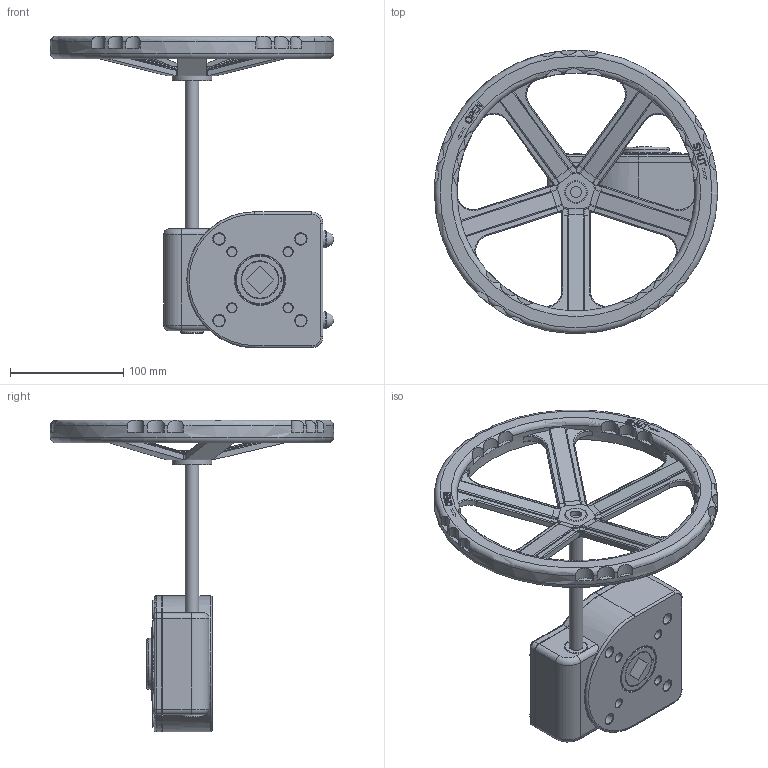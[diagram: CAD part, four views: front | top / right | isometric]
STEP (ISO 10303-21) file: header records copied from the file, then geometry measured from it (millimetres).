
FILE_DESCRIPTION(/* description */ (''),/* implementation_level */ '2;1');
FILE_NAME(/* name */ 'HAM-3_3D_STEP.stp',/* time_stamp */ '2024-08-15T23:44:47+03:00',/* author */ ('igorr'),/* organization */ (''),/* preprocessor_version */ 'ST-DEVELOPER v20',/* originating_system */ 'Autodesk Inventor 2025',/* authorisation */ '');
FILE_SCHEMA (('AUTOMOTIVE_DESIGN { 1 0 10303 214 3 1 1 }'));
Products named in the file (4): Сборка; Деталь 2; Деталь1; BS 4168 - M8 x 16
Assembly tree (6 placements, depth 2):
  Сборка
    Деталь 2
    Деталь1
    BS 4168 - M8 x 16  x4
Bounding box: 250 x 250 x 275 mm (x, y, z)
Volume: 1146474.7 mm3; surface area: 195175.9 mm2
Topology: 7 solids, 7 shells, 1552 faces, 3683 edges, 2196 vertices
Faces by surface type: cylinder 477, plane 453, bspline 342, torus 164, sphere 90, cone 26
Full cylindrical faces by diameter (mm): 5 x6, 6 x2, 8 x8, 10 x5, 12 x1, 15 x2, 16 x4, 20 x1, 20.4 x1, 32.7 x1, 35 x1, 43 x1, 44 x1, 45 x1, 210 x1, 250 x1
Entity records: 54559 total; most frequent: CARTESIAN_POINT 19542, ORIENTED_EDGE 7174, DIRECTION 6635, EDGE_CURVE 3587, AXIS2_PLACEMENT_3D 2561, VERTEX_POINT 2136, EDGE_LOOP 1587, FACE_OUTER_BOUND 1513
